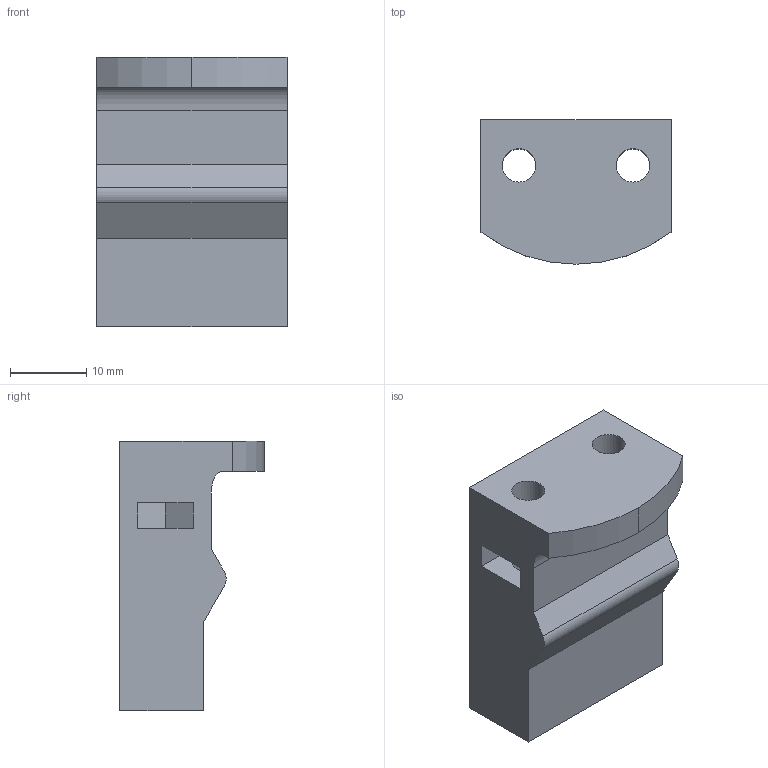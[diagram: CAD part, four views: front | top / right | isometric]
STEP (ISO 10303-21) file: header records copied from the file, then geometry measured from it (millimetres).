
FILE_DESCRIPTION(('FreeCAD Model'),'2;1');
FILE_NAME('Open CASCADE Shape Model','2021-08-16T17:07:01',('Author'),( ''),'Open CASCADE STEP processor 7.4','FreeCAD','Unknown');
FILE_SCHEMA(('AUTOMOTIVE_DESIGN_CC2 { 1 2 10303 214 -1 1 5 4 }'));
Length unit declared in the file: millimetre
Products named in the file (1): MirrorClip
Bounding box: 25 x 19 x 35.5 mm (x, y, z)
Volume: 9771.2 mm3; surface area: 4628.5 mm2
Topology: 1 solids, 1 shells, 30 faces, 78 edges, 52 vertices
Faces by surface type: plane 22, cylinder 7, extrusion 1
Full cylindrical faces by diameter (mm): 4.4 x4
Entity records: 1991 total; most frequent: CARTESIAN_POINT 353, DIRECTION 307, VECTOR 203, LINE 202, ORIENTED_EDGE 156, PCURVE 156, DEFINITIONAL_REPRESENTATION 156, EDGE_CURVE 78
